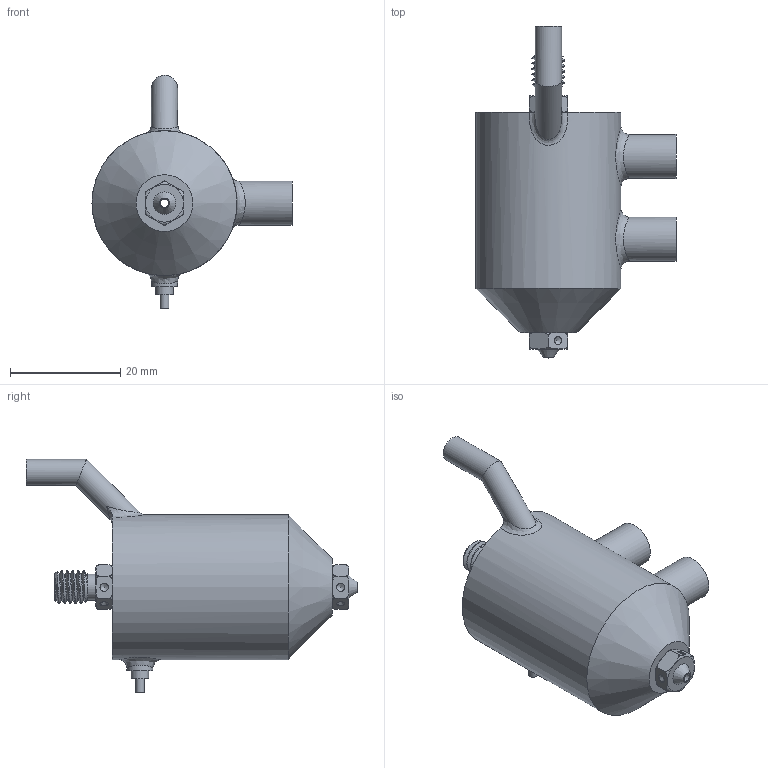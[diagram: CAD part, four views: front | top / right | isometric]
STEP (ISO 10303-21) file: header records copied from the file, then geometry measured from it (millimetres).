
FILE_DESCRIPTION(/* description */ (''),/* implementation_level */ '2;1');
FILE_NAME(/* name */ 'v1.0.step',/* time_stamp */ '2024-01-29T17:09:29-08:00',/* author */ (''),/* organization */ (''),/* preprocessor_version */ 'ST-DEVELOPER v20',/* originating_system */ 'Autodesk Translation Framework v12.14.0.127',/* authorisation */ '');
FILE_SCHEMA (('AUTOMOTIVE_DESIGN { 1 0 10303 214 3 1 1 }'));
Length unit declared in the file: millimetre
Products named in the file (2): pulsejet spray welder (v5~recovered); hho spray welder v2_3695N124_3D Printer Nozzle
Assembly tree (2 placements, depth 2):
  pulsejet spray welder (v5~recovered)
    hho spray welder v2_3695N124_3D Printer Nozzle  x2
Bounding box: 36.35 x 60.3 x 42.41 mm (x, y, z)
Volume: 7211.5 mm3; surface area: 11584.9 mm2
Topology: 8 solids, 8 shells, 167 faces, 422 edges, 276 vertices
Faces by surface type: cylinder 79, plane 35, cone 29, bspline 17, torus 7
Full cylindrical faces by diameter (mm): 1.5 x12, 1.6 x2, 2 x4, 3.175 x4, 4.701 x10, 4.763 x5, 4.85 x1, 5.035 x3, 6 x8, 6.147 x1, 6.35 x1, 7.35 x1, 8 x2, 23.35 x1, 26.35 x1
Entity records: 7542 total; most frequent: CARTESIAN_POINT 4896, ORIENTED_EDGE 562, DIRECTION 470, EDGE_CURVE 281, AXIS2_PLACEMENT_3D 200, VERTEX_POINT 188, EDGE_LOOP 143, B_SPLINE_CURVE_WITH_KNOTS 116
